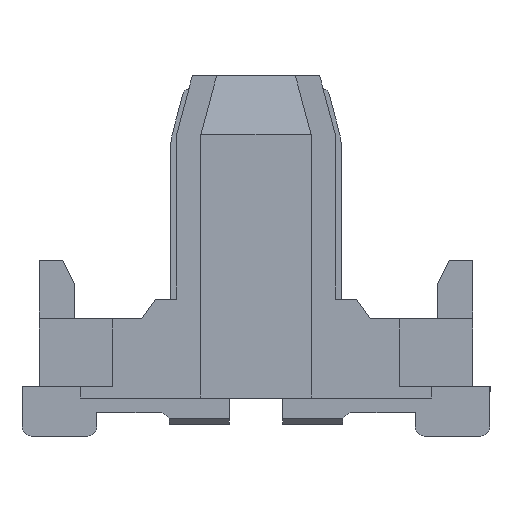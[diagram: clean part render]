
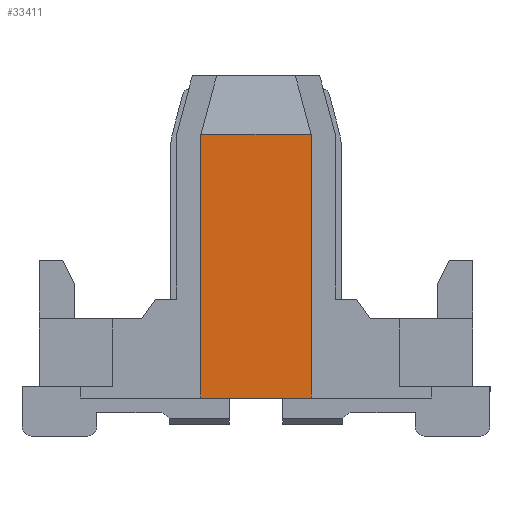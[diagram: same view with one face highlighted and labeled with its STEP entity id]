
A CAD part, left-side view. The second image highlights one B-rep face of the part: STEP entity #33411.
In plain terms, the highlighted planar face has unit normal (-1, 0, 0).
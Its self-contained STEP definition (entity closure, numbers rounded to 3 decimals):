
#33372=CARTESIAN_POINT('',(-8.7,0.518,2.688));
#33373=DIRECTION('',(-1.0,0.0,0.0));
#33374=DIRECTION('',(0.0,-1.0,0.0));
#33375=AXIS2_PLACEMENT_3D('',#33372,#33373,#33374);
#33376=PLANE('',#33375);
#33377=CARTESIAN_POINT('',(-8.7,-0.471,2.575));
#33378=VERTEX_POINT('',#33377);
#33379=CARTESIAN_POINT('',(-8.7,-0.471,0.325));
#33380=VERTEX_POINT('',#33379);
#33381=CARTESIAN_POINT('',(-8.7,-0.471,2.575));
#33382=DIRECTION('',(0.0,0.0,-1.0));
#33383=VECTOR('',#33382,2.25);
#33384=LINE('',#33381,#33383);
#33385=EDGE_CURVE('',#33378,#33380,#33384,.T.);
#33386=ORIENTED_EDGE('',*,*,#33385,.F.);
#33387=CARTESIAN_POINT('',(-8.7,0.471,2.575));
#33388=VERTEX_POINT('',#33387);
#33389=CARTESIAN_POINT('',(-8.7,0.471,2.575));
#33390=DIRECTION('',(0.0,-1.0,0.0));
#33391=VECTOR('',#33390,0.941);
#33392=LINE('',#33389,#33391);
#33393=EDGE_CURVE('',#33388,#33378,#33392,.T.);
#33394=ORIENTED_EDGE('',*,*,#33393,.F.);
#33395=CARTESIAN_POINT('',(-8.7,0.471,0.325));
#33396=VERTEX_POINT('',#33395);
#33397=CARTESIAN_POINT('',(-8.7,0.471,0.325));
#33398=DIRECTION('',(0.0,0.0,1.0));
#33399=VECTOR('',#33398,2.25);
#33400=LINE('',#33397,#33399);
#33401=EDGE_CURVE('',#33396,#33388,#33400,.T.);
#33402=ORIENTED_EDGE('',*,*,#33401,.F.);
#33403=CARTESIAN_POINT('',(-8.7,0.471,0.325));
#33404=DIRECTION('',(0.0,-1.0,0.0));
#33405=VECTOR('',#33404,0.941);
#33406=LINE('',#33403,#33405);
#33407=EDGE_CURVE('',#33396,#33380,#33406,.T.);
#33408=ORIENTED_EDGE('',*,*,#33407,.T.);
#33409=EDGE_LOOP('',(#33386,#33394,#33402,#33408));
#33410=FACE_OUTER_BOUND('',#33409,.T.);
#33411=ADVANCED_FACE('',(#33410),#33376,.T.);
